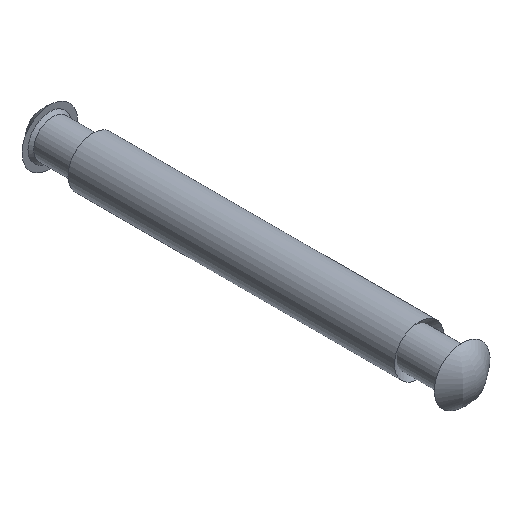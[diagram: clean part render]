
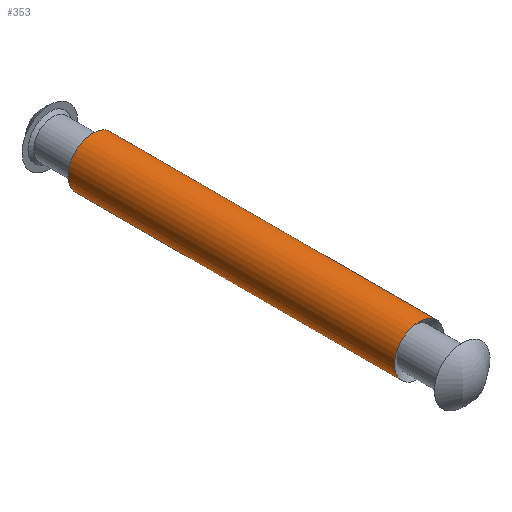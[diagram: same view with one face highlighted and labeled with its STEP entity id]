
A CAD part, isometric view. The second image highlights one B-rep face of the part: STEP entity #353.
In plain terms, the highlighted cylindrical face has radius 6.747 mm (diameter 13.494 mm), a full revolution.
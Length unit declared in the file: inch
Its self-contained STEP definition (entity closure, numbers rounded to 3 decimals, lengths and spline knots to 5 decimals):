
#27 = VERTEX_POINT ( 'NONE', #151 ) ;
#46 = EDGE_LOOP ( 'NONE', ( #335 ) ) ;
#49 = EDGE_CURVE ( 'NONE', #27, #27, #369, .T. ) ;
#50 = FACE_OUTER_BOUND ( 'NONE', #176, .T. ) ;
#53 = CIRCLE ( 'NONE', #382, 0.26563 ) ;
#82 = FACE_OUTER_BOUND ( 'NONE', #46, .T. ) ;
#86 = DIRECTION ( 'NONE',  ( 0., 1., 0. ) ) ;
#105 = ORIENTED_EDGE ( 'NONE', *, *, #49, .T. ) ;
#109 = CARTESIAN_POINT ( 'NONE',  ( 0., 0.25034, 0. ) ) ;
#117 = DIRECTION ( 'NONE',  ( 0., 0., 1. ) ) ;
#146 = DIRECTION ( 'NONE',  ( 0., 0., 1. ) ) ;
#151 = CARTESIAN_POINT ( 'NONE',  ( 0., 0.25034, 0.26563 ) ) ;
#171 = CARTESIAN_POINT ( 'NONE',  ( 0., 3.74966, 0.26563 ) ) ;
#176 = EDGE_LOOP ( 'NONE', ( #105 ) ) ;
#177 = DIRECTION ( 'NONE',  ( 0., -1., 0. ) ) ;
#185 = DIRECTION ( 'NONE',  ( 0., 0., 1. ) ) ;
#239 = DIRECTION ( 'NONE',  ( 0., 1., 0. ) ) ;
#275 = VERTEX_POINT ( 'NONE', #171 ) ;
#321 = EDGE_CURVE ( 'NONE', #275, #275, #53, .T. ) ;
#326 = AXIS2_PLACEMENT_3D ( 'NONE', #404, #86, #146 ) ;
#335 = ORIENTED_EDGE ( 'NONE', *, *, #321, .T. ) ;
#353 = ADVANCED_FACE ( 'NONE', ( #50, #82 ), #406, .T. ) ;
#369 = CIRCLE ( 'NONE', #413, 0.26563 ) ;
#375 = CARTESIAN_POINT ( 'NONE',  ( 0., 3.74966, 0. ) ) ;
#382 = AXIS2_PLACEMENT_3D ( 'NONE', #375, #177, #117 ) ;
#404 = CARTESIAN_POINT ( 'NONE',  ( 0., 4., 0. ) ) ;
#406 = CYLINDRICAL_SURFACE ( 'NONE', #326, 0.26563 ) ;
#413 = AXIS2_PLACEMENT_3D ( 'NONE', #109, #239, #185 ) ;
